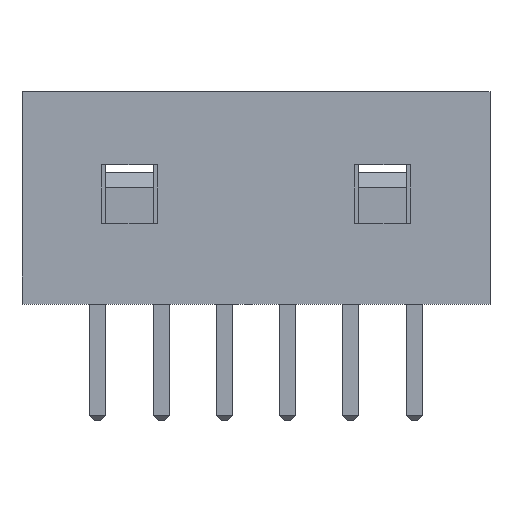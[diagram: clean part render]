
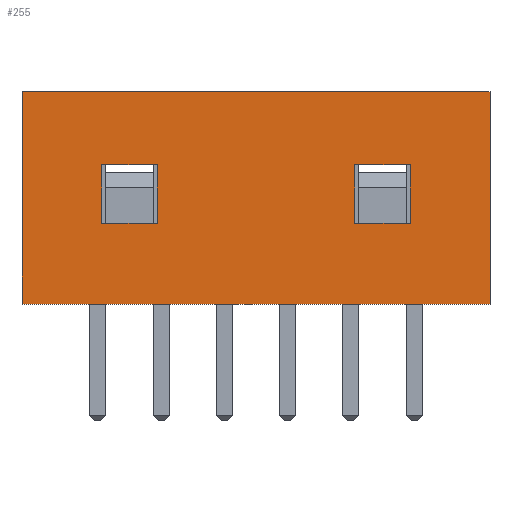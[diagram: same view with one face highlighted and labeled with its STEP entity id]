
A CAD part, front view. The second image highlights one B-rep face of the part: STEP entity #255.
In plain terms, the highlighted planar face has unit normal (0, -1, 0).
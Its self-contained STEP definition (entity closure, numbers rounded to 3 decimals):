
#32 = VERTEX_POINT('',#33);
#33 = CARTESIAN_POINT('',(-1.5,-1.125,4.2));
#39 = EDGE_CURVE('',#32,#40,#42,.T.);
#40 = VERTEX_POINT('',#41);
#41 = CARTESIAN_POINT('',(7.75,-1.125,4.2));
#42 = LINE('',#43,#44);
#43 = CARTESIAN_POINT('',(-1.5,-1.125,4.2));
#44 = VECTOR('',#45,1.);
#45 = DIRECTION('',(1.,0.,0.));
#191 = VERTEX_POINT('',#192);
#192 = CARTESIAN_POINT('',(-1.5,-1.125,0.));
#214 = EDGE_CURVE('',#191,#32,#215,.T.);
#215 = LINE('',#216,#217);
#216 = CARTESIAN_POINT('',(-1.5,-1.125,0.));
#217 = VECTOR('',#218,1.);
#218 = DIRECTION('',(0.,0.,1.));
#255 = ADVANCED_FACE('',(#256,#274,#308),#342,.F.);
#256 = FACE_BOUND('',#257,.F.);
#257 = EDGE_LOOP('',(#258,#259,#260,#268));
#258 = ORIENTED_EDGE('',*,*,#214,.T.);
#259 = ORIENTED_EDGE('',*,*,#39,.T.);
#260 = ORIENTED_EDGE('',*,*,#261,.F.);
#261 = EDGE_CURVE('',#262,#40,#264,.T.);
#262 = VERTEX_POINT('',#263);
#263 = CARTESIAN_POINT('',(7.75,-1.125,0.));
#264 = LINE('',#265,#266);
#265 = CARTESIAN_POINT('',(7.75,-1.125,0.));
#266 = VECTOR('',#267,1.);
#267 = DIRECTION('',(0.,0.,1.));
#268 = ORIENTED_EDGE('',*,*,#269,.F.);
#269 = EDGE_CURVE('',#191,#262,#270,.T.);
#270 = LINE('',#271,#272);
#271 = CARTESIAN_POINT('',(-1.5,-1.125,0.));
#272 = VECTOR('',#273,1.);
#273 = DIRECTION('',(1.,0.,0.));
#274 = FACE_BOUND('',#275,.F.);
#275 = EDGE_LOOP('',(#276,#286,#294,#302));
#276 = ORIENTED_EDGE('',*,*,#277,.F.);
#277 = EDGE_CURVE('',#278,#280,#282,.T.);
#278 = VERTEX_POINT('',#279);
#279 = CARTESIAN_POINT('',(0.075,-1.125,2.75));
#280 = VERTEX_POINT('',#281);
#281 = CARTESIAN_POINT('',(1.175,-1.125,2.75));
#282 = LINE('',#283,#284);
#283 = CARTESIAN_POINT('',(0.075,-1.125,2.75));
#284 = VECTOR('',#285,1.);
#285 = DIRECTION('',(1.,0.,0.));
#286 = ORIENTED_EDGE('',*,*,#287,.F.);
#287 = EDGE_CURVE('',#288,#278,#290,.T.);
#288 = VERTEX_POINT('',#289);
#289 = CARTESIAN_POINT('',(0.075,-1.125,1.6));
#290 = LINE('',#291,#292);
#291 = CARTESIAN_POINT('',(0.075,-1.125,1.6));
#292 = VECTOR('',#293,1.);
#293 = DIRECTION('',(0.,0.,1.));
#294 = ORIENTED_EDGE('',*,*,#295,.F.);
#295 = EDGE_CURVE('',#296,#288,#298,.T.);
#296 = VERTEX_POINT('',#297);
#297 = CARTESIAN_POINT('',(1.175,-1.125,1.6));
#298 = LINE('',#299,#300);
#299 = CARTESIAN_POINT('',(1.175,-1.125,1.6));
#300 = VECTOR('',#301,1.);
#301 = DIRECTION('',(-1.,0.,0.));
#302 = ORIENTED_EDGE('',*,*,#303,.F.);
#303 = EDGE_CURVE('',#280,#296,#304,.T.);
#304 = LINE('',#305,#306);
#305 = CARTESIAN_POINT('',(1.175,-1.125,2.75));
#306 = VECTOR('',#307,1.);
#307 = DIRECTION('',(0.,0.,-1.));
#308 = FACE_BOUND('',#309,.F.);
#309 = EDGE_LOOP('',(#310,#320,#328,#336));
#310 = ORIENTED_EDGE('',*,*,#311,.F.);
#311 = EDGE_CURVE('',#312,#314,#316,.T.);
#312 = VERTEX_POINT('',#313);
#313 = CARTESIAN_POINT('',(5.075,-1.125,1.6));
#314 = VERTEX_POINT('',#315);
#315 = CARTESIAN_POINT('',(5.075,-1.125,2.75));
#316 = LINE('',#317,#318);
#317 = CARTESIAN_POINT('',(5.075,-1.125,1.6));
#318 = VECTOR('',#319,1.);
#319 = DIRECTION('',(0.,0.,1.));
#320 = ORIENTED_EDGE('',*,*,#321,.F.);
#321 = EDGE_CURVE('',#322,#312,#324,.T.);
#322 = VERTEX_POINT('',#323);
#323 = CARTESIAN_POINT('',(6.175,-1.125,1.6));
#324 = LINE('',#325,#326);
#325 = CARTESIAN_POINT('',(6.175,-1.125,1.6));
#326 = VECTOR('',#327,1.);
#327 = DIRECTION('',(-1.,0.,0.));
#328 = ORIENTED_EDGE('',*,*,#329,.F.);
#329 = EDGE_CURVE('',#330,#322,#332,.T.);
#330 = VERTEX_POINT('',#331);
#331 = CARTESIAN_POINT('',(6.175,-1.125,2.75));
#332 = LINE('',#333,#334);
#333 = CARTESIAN_POINT('',(6.175,-1.125,2.75));
#334 = VECTOR('',#335,1.);
#335 = DIRECTION('',(0.,0.,-1.));
#336 = ORIENTED_EDGE('',*,*,#337,.F.);
#337 = EDGE_CURVE('',#314,#330,#338,.T.);
#338 = LINE('',#339,#340);
#339 = CARTESIAN_POINT('',(5.075,-1.125,2.75));
#340 = VECTOR('',#341,1.);
#341 = DIRECTION('',(1.,0.,0.));
#342 = PLANE('',#343);
#343 = AXIS2_PLACEMENT_3D('',#344,#345,#346);
#344 = CARTESIAN_POINT('',(-1.5,-1.125,0.));
#345 = DIRECTION('',(0.,1.,0.));
#346 = DIRECTION('',(1.,0.,0.));
